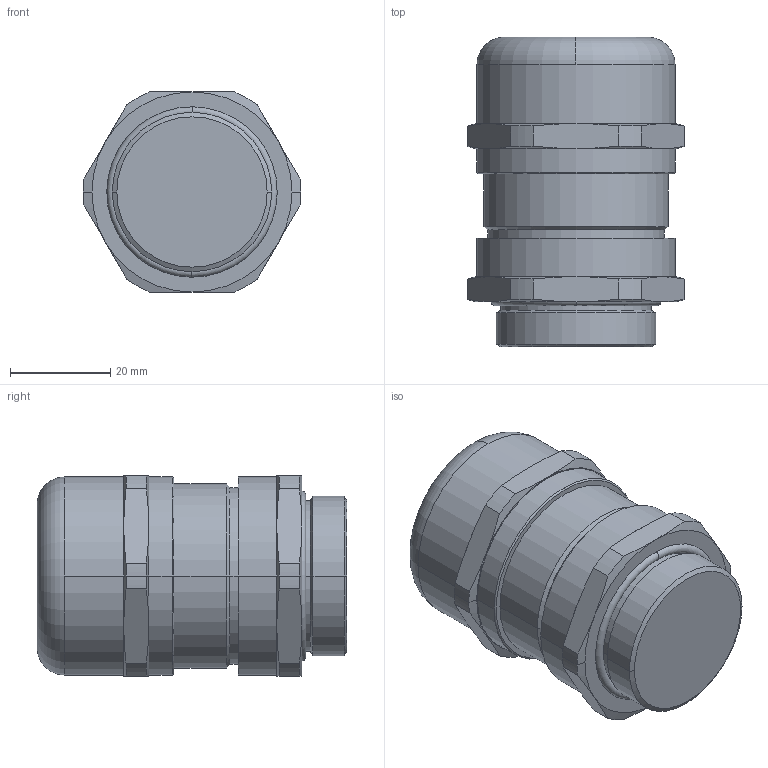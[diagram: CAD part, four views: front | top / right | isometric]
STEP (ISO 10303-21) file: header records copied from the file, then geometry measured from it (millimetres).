
FILE_DESCRIPTION (( 'STEP AP203' ), '1' );
FILE_NAME ('BMEM-E4-M32T-WCL.step', '2021-11-30T13:48:51', ( '' ), ( '' ), 'SwSTEP 2.0', 'SolidWorks 2021', '' );
FILE_SCHEMA (( 'CONFIG_CONTROL_DESIGN' ));
Length unit declared in the file: inch
Products named in the file (1): BMEM-E4-M32T-WCL
Bounding box: 43.5 x 61.9 x 40 mm (x, y, z)
Volume: 70432.3 mm3; surface area: 10645.7 mm2
Topology: 1 solids, 1 shells, 97 faces, 220 edges, 134 vertices
Faces by surface type: cone 38, cylinder 30, plane 23, torus 6
Entity records: 2757 total; most frequent: CARTESIAN_POINT 548, DIRECTION 484, ORIENTED_EDGE 440, EDGE_CURVE 220, AXIS2_PLACEMENT_3D 214, VERTEX_POINT 134, CIRCLE 116, EDGE_LOOP 106
